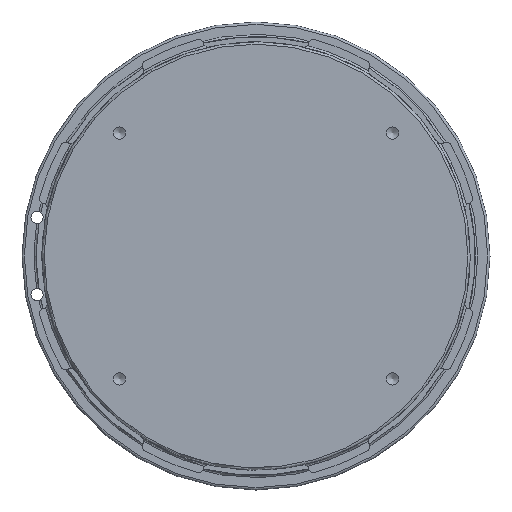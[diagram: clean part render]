
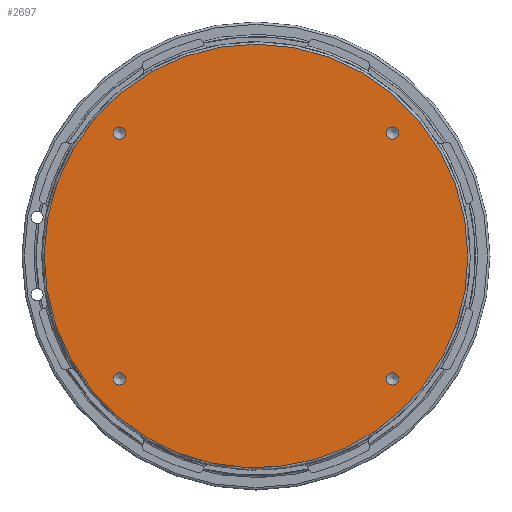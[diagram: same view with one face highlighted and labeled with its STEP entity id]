
A CAD part, front view. The second image highlights one B-rep face of the part: STEP entity #2697.
In plain terms, the highlighted planar face has unit normal (0, -1, 0).
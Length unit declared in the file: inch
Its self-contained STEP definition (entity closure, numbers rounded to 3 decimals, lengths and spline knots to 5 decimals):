
#300=PLANE('',#3128);
#405=FACE_BOUND('',#749,.T.);
#406=FACE_BOUND('',#750,.T.);
#407=FACE_BOUND('',#751,.T.);
#408=FACE_BOUND('',#752,.T.);
#409=FACE_BOUND('',#753,.T.);
#749=EDGE_LOOP('',(#2461));
#750=EDGE_LOOP('',(#2462));
#751=EDGE_LOOP('',(#2463));
#752=EDGE_LOOP('',(#2464));
#753=EDGE_LOOP('',(#2465));
#818=CIRCLE('',#2783,0.078);
#820=CIRCLE('',#2787,0.078);
#822=CIRCLE('',#2791,0.078);
#824=CIRCLE('',#2795,0.078);
#1024=CIRCLE('',#3127,2.716);
#1120=VERTEX_POINT('',#4377);
#1122=VERTEX_POINT('',#4383);
#1124=VERTEX_POINT('',#4389);
#1126=VERTEX_POINT('',#4395);
#1289=VERTEX_POINT('',#5144);
#1392=EDGE_CURVE('',#1120,#1120,#818,.T.);
#1394=EDGE_CURVE('',#1122,#1122,#820,.T.);
#1396=EDGE_CURVE('',#1124,#1124,#822,.T.);
#1398=EDGE_CURVE('',#1126,#1126,#824,.T.);
#1687=EDGE_CURVE('',#1289,#1289,#1024,.T.);
#2461=ORIENTED_EDGE('',*,*,#1392,.T.);
#2462=ORIENTED_EDGE('',*,*,#1394,.T.);
#2463=ORIENTED_EDGE('',*,*,#1396,.T.);
#2464=ORIENTED_EDGE('',*,*,#1398,.T.);
#2465=ORIENTED_EDGE('',*,*,#1687,.F.);
#2697=ADVANCED_FACE('',(#405,#406,#407,#408,#409),#300,.T.);
#2783=AXIS2_PLACEMENT_3D('',#4378,#3326,#3327);
#2787=AXIS2_PLACEMENT_3D('',#4384,#3334,#3335);
#2791=AXIS2_PLACEMENT_3D('',#4390,#3342,#3343);
#2795=AXIS2_PLACEMENT_3D('',#4396,#3350,#3351);
#3127=AXIS2_PLACEMENT_3D('',#5145,#4088,#4089);
#3128=AXIS2_PLACEMENT_3D('',#5146,#4090,#4091);
#3326=DIRECTION('center_axis',(0.,1.,0.));
#3327=DIRECTION('ref_axis',(1.,0.,0.));
#3334=DIRECTION('center_axis',(0.,1.,0.));
#3335=DIRECTION('ref_axis',(1.,0.,0.));
#3342=DIRECTION('center_axis',(0.,1.,0.));
#3343=DIRECTION('ref_axis',(1.,0.,0.));
#3350=DIRECTION('center_axis',(0.,1.,0.));
#3351=DIRECTION('ref_axis',(1.,0.,0.));
#4088=DIRECTION('center_axis',(0.,1.,0.));
#4089=DIRECTION('ref_axis',(-1.,0.,0.));
#4090=DIRECTION('center_axis',(0.,-1.,0.));
#4091=DIRECTION('ref_axis',(0.,0.,-1.));
#4377=CARTESIAN_POINT('',(1.82903,-0.6575,-1.57664));
#4378=CARTESIAN_POINT('Origin',(1.75103,-0.6575,-1.57664));
#4383=CARTESIAN_POINT('',(-1.67303,-0.6575,1.57664));
#4384=CARTESIAN_POINT('Origin',(-1.75103,-0.6575,1.57664));
#4389=CARTESIAN_POINT('',(1.82903,-0.6575,1.57664));
#4390=CARTESIAN_POINT('Origin',(1.75103,-0.6575,1.57664));
#4395=CARTESIAN_POINT('',(-1.67303,-0.6575,-1.57664));
#4396=CARTESIAN_POINT('Origin',(-1.75103,-0.6575,-1.57664));
#5144=CARTESIAN_POINT('',(2.716,-0.6575,0.));
#5145=CARTESIAN_POINT('Origin',(0.,-0.6575,0.));
#5146=CARTESIAN_POINT('Origin',(2.5,-0.6575,0.));
